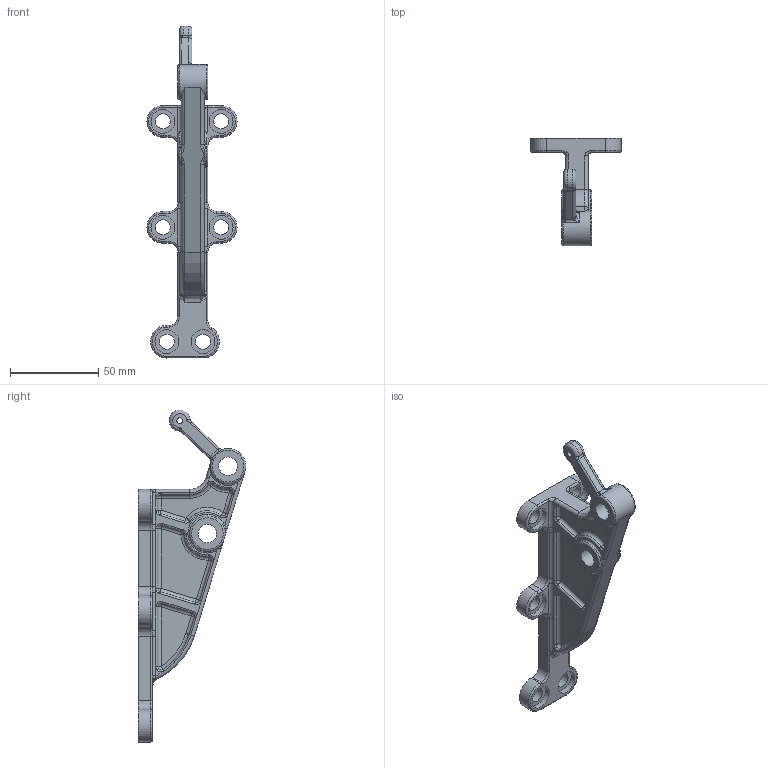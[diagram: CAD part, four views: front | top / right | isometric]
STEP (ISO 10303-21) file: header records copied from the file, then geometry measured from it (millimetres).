
FILE_DESCRIPTION(('STEP AP214'),'1');
FILE_NAME('acroche grand (Miroir).stp','2018-02-07T11:17:47',(' '),(' '),'Spatial InterOp 3D',' ',' ');
FILE_SCHEMA(('automotive_design'));
Length unit declared in the file: millimetre
Products named in the file (1): acroche grand (Miroir)
Bounding box: 51 x 60.86 x 187.99 mm (x, y, z)
Volume: 66733.4 mm3; surface area: 23808.5 mm2
Topology: 1 solids, 1 shells, 319 faces, 763 edges, 410 vertices
Faces by surface type: cylinder 116, torus 83, plane 49, bspline 43, sphere 28
Full cylindrical faces by diameter (mm): 3.3 x1, 8.5 x6, 10.5 x2, 13.5 x6
Entity records: 14645 total; most frequent: CARTESIAN_POINT 5194, DIRECTION 1537, ORIENTED_EDGE 1382, EDGE_CURVE 691, AXIS2_PLACEMENT_3D 674, VERTEX_POINT 399, CIRCLE 397, EDGE_LOOP 362
